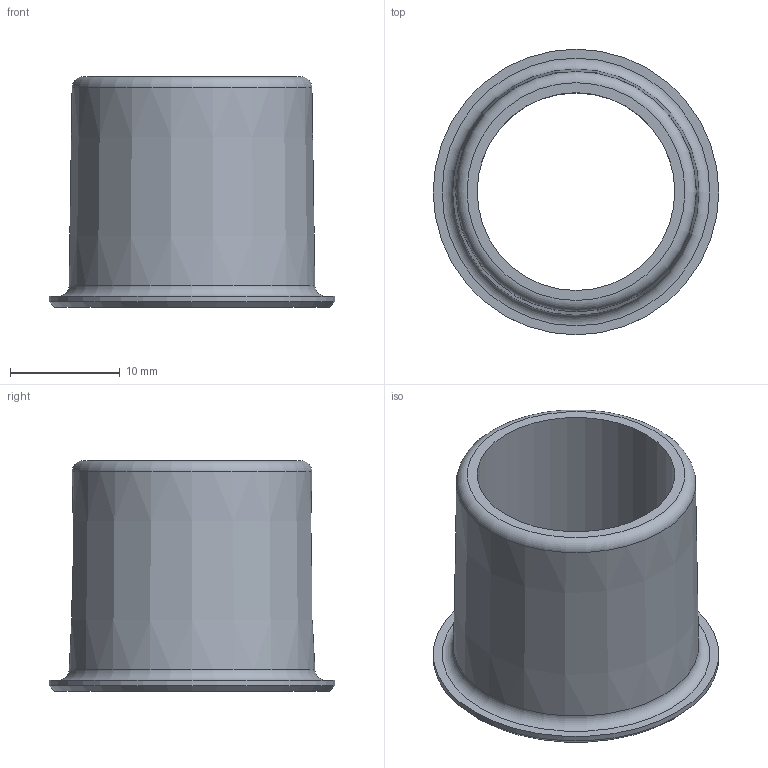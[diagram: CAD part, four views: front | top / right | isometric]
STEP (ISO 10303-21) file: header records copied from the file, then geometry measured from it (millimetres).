
FILE_DESCRIPTION(/* description */ (''),/* implementation_level */ '2;1');
FILE_NAME(/* name */ 'outlet.step',/* time_stamp */ '2020-12-18T16:50:14+06:00',/* author */ (''),/* organization */ (''),/* preprocessor_version */ 'ST-DEVELOPER v18.1',/* originating_system */ 'Autodesk Translation Framework v9.7.1.1290',/* authorisation */ '');
FILE_SCHEMA (('AUTOMOTIVE_DESIGN { 1 0 10303 214 3 1 1 }'));
Length unit declared in the file: millimetre
Products named in the file (1): outlet
Bounding box: 26 x 26 x 21 mm (x, y, z)
Volume: 2574.3 mm3; surface area: 3083.5 mm2
Topology: 1 solids, 1 shells, 12 faces, 22 edges, 13 vertices
Faces by surface type: cone 4, plane 3, cylinder 3, torus 2
Full cylindrical faces by diameter (mm): 18 x1, 20 x1, 26 x1
Entity records: 338 total; most frequent: DIRECTION 63, CARTESIAN_POINT 48, ORIENTED_EDGE 44, AXIS2_PLACEMENT_3D 28, EDGE_CURVE 22, EDGE_LOOP 15, CIRCLE 15, VERTEX_POINT 13
